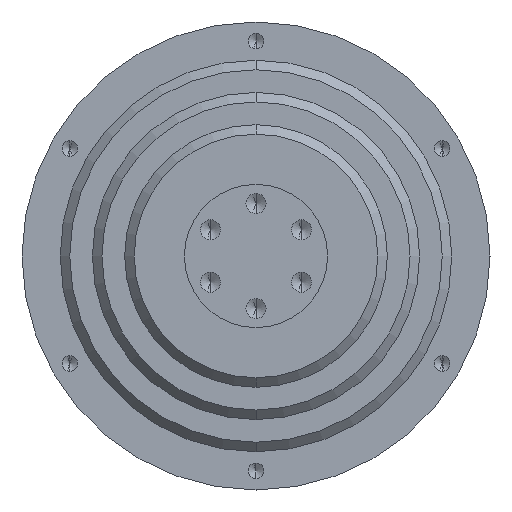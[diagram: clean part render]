
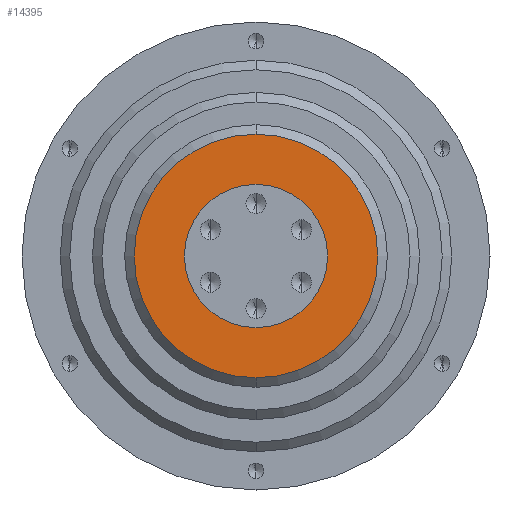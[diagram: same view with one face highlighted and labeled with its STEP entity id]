
A CAD part, front view. The second image highlights one B-rep face of the part: STEP entity #14395.
In plain terms, the highlighted planar face has unit normal (0, -1, 0).
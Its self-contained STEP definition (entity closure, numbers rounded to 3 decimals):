
#223 = FACE_OUTER_BOUND ( 'NONE', #24300, .T. ) ;
#277 = DIRECTION ( 'NONE',  ( 0., -1., 0. ) ) ;
#2437 = CARTESIAN_POINT ( 'NONE',  ( 0., 2., 0. ) ) ;
#2709 = ORIENTED_EDGE ( 'NONE', *, *, #17238, .T. ) ;
#3453 = DIRECTION ( 'NONE',  ( 0., 0., -1. ) ) ;
#3684 = DIRECTION ( 'NONE',  ( 0., 0., -1. ) ) ;
#4071 = DIRECTION ( 'NONE',  ( 0., -1., 0. ) ) ;
#4660 = AXIS2_PLACEMENT_3D ( 'NONE', #4884, #18117, #24414 ) ;
#4884 = CARTESIAN_POINT ( 'NONE',  ( 0., 2., 0. ) ) ;
#4959 = EDGE_CURVE ( 'NONE', #25471, #14535, #16082, .T. ) ;
#5756 = EDGE_CURVE ( 'NONE', #11349, #16120, #6725, .T. ) ;
#6725 = CIRCLE ( 'NONE', #4660, 15. ) ;
#7590 = CARTESIAN_POINT ( 'NONE',  ( 0., 2., 0. ) ) ;
#8046 = CIRCLE ( 'NONE', #15031, 15. ) ;
#8066 = ORIENTED_EDGE ( 'NONE', *, *, #4959, .T. ) ;
#9724 = DIRECTION ( 'NONE',  ( 0., 0., -1. ) ) ;
#10213 = PLANE ( 'NONE',  #13280 ) ;
#10274 = DIRECTION ( 'NONE',  ( 0., 0., -1. ) ) ;
#11349 = VERTEX_POINT ( 'NONE', #14271 ) ;
#12780 = AXIS2_PLACEMENT_3D ( 'NONE', #2437, #277, #10274 ) ;
#13280 = AXIS2_PLACEMENT_3D ( 'NONE', #23757, #25452, #9724 ) ;
#14271 = CARTESIAN_POINT ( 'NONE',  ( 0., 2., -15. ) ) ;
#14395 = ADVANCED_FACE ( 'NONE', ( #223, #16015 ), #10213, .T. ) ;
#14535 = VERTEX_POINT ( 'NONE', #22427 ) ;
#14938 = ORIENTED_EDGE ( 'NONE', *, *, #18046, .F. ) ;
#15031 = AXIS2_PLACEMENT_3D ( 'NONE', #7590, #21043, #3453 ) ;
#15054 = CIRCLE ( 'NONE', #25349, 25.5 ) ;
#16015 = FACE_BOUND ( 'NONE', #21957, .T. ) ;
#16082 = CIRCLE ( 'NONE', #12780, 25.5 ) ;
#16120 = VERTEX_POINT ( 'NONE', #16760 ) ;
#16218 = CARTESIAN_POINT ( 'NONE',  ( 0., 2., -25.5 ) ) ;
#16760 = CARTESIAN_POINT ( 'NONE',  ( 0., 2., 15. ) ) ;
#16846 = ORIENTED_EDGE ( 'NONE', *, *, #5756, .F. ) ;
#17238 = EDGE_CURVE ( 'NONE', #14535, #25471, #15054, .T. ) ;
#18046 = EDGE_CURVE ( 'NONE', #16120, #11349, #8046, .T. ) ;
#18117 = DIRECTION ( 'NONE',  ( 0., -1., 0. ) ) ;
#21043 = DIRECTION ( 'NONE',  ( 0., -1., 0. ) ) ;
#21957 = EDGE_LOOP ( 'NONE', ( #16846, #14938 ) ) ;
#22427 = CARTESIAN_POINT ( 'NONE',  ( 0., 2., 25.5 ) ) ;
#23213 = CARTESIAN_POINT ( 'NONE',  ( 0., 2., 0. ) ) ;
#23757 = CARTESIAN_POINT ( 'NONE',  ( 15., 2., 0. ) ) ;
#24300 = EDGE_LOOP ( 'NONE', ( #2709, #8066 ) ) ;
#24414 = DIRECTION ( 'NONE',  ( 0., 0., -1. ) ) ;
#25349 = AXIS2_PLACEMENT_3D ( 'NONE', #23213, #4071, #3684 ) ;
#25452 = DIRECTION ( 'NONE',  ( 0., -1., 0. ) ) ;
#25471 = VERTEX_POINT ( 'NONE', #16218 ) ;
